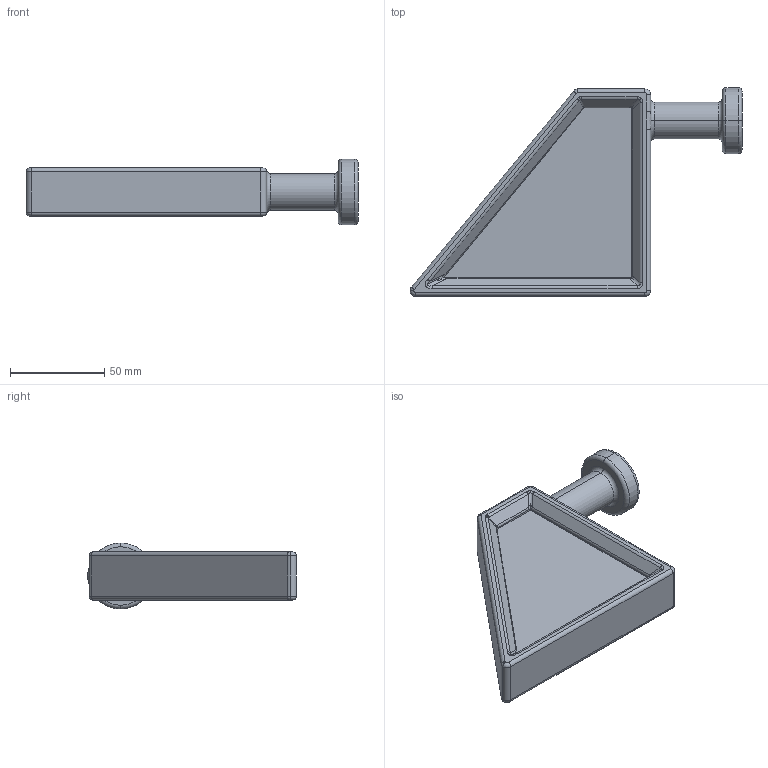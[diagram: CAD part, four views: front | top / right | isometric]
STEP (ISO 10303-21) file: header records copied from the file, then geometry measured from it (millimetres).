
FILE_DESCRIPTION (( 'STEP AP214' ), '1' );
FILE_NAME ('03122- Tail Gate Pin.STEP', '2025-08-11T23:14:07', ( '' ), ( '' ), 'SwSTEP 2.0', 'SolidWorks 2025', '' );
FILE_SCHEMA (( 'AUTOMOTIVE_DESIGN' ));
Length unit declared in the file: millimetre
Products named in the file (1): 03122- Tail Gate Pin
Bounding box: 176.12 x 110.75 x 35 mm (x, y, z)
Volume: 165317.9 mm3; surface area: 36008.8 mm2
Topology: 1 solids, 1 shells, 119 faces, 272 edges, 158 vertices
Faces by surface type: cylinder 45, bspline 29, plane 27, torus 18
Entity records: 3807 total; most frequent: CARTESIAN_POINT 1365, ORIENTED_EDGE 544, DIRECTION 483, EDGE_CURVE 272, AXIS2_PLACEMENT_3D 192, VERTEX_POINT 158, EDGE_LOOP 122, FACE_OUTER_BOUND 119
